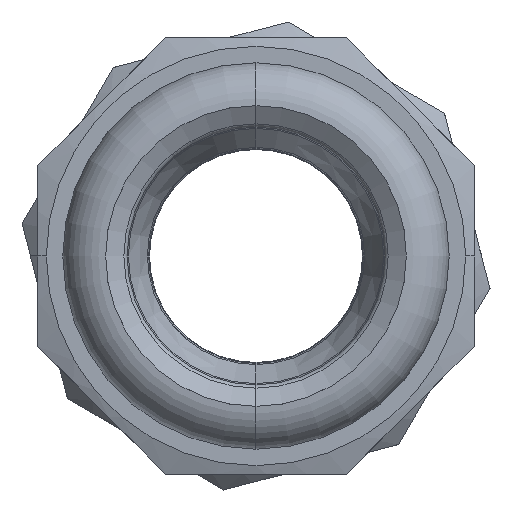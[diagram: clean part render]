
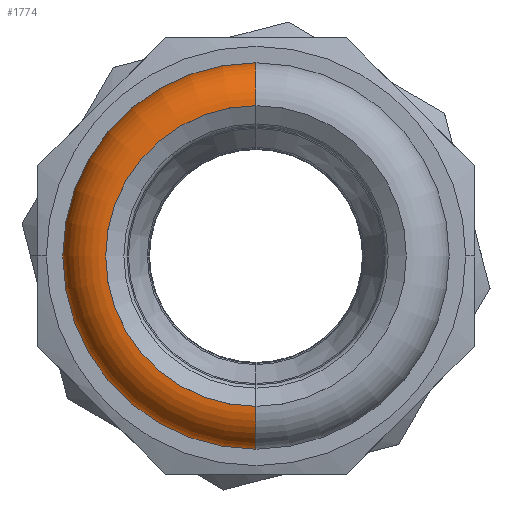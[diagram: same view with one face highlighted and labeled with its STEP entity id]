
A CAD part, left-side view. The second image highlights one B-rep face of the part: STEP entity #1774.
In plain terms, the highlighted toroidal (fillet/blend) face has major radius 10.5 mm and minor radius 3 mm.
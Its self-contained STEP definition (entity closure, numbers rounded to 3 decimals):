
#109 = CIRCLE ( 'NONE', #2126, 3. ) ;
#130 = ORIENTED_EDGE ( 'NONE', *, *, #3249, .F. ) ;
#161 = AXIS2_PLACEMENT_3D ( 'NONE', #437, #2114, #412 ) ;
#412 = DIRECTION ( 'NONE',  ( 0., 0., 1. ) ) ;
#420 = CIRCLE ( 'NONE', #2424, 12.111 ) ;
#437 = CARTESIAN_POINT ( 'NONE',  ( -38.5, 0., 0. ) ) ;
#585 = EDGE_LOOP ( 'NONE', ( #1191, #2063, #130, #1442 ) ) ;
#620 = VERTEX_POINT ( 'NONE', #2354 ) ;
#626 = CIRCLE ( 'NONE', #1374, 3. ) ;
#772 = DIRECTION ( 'NONE',  ( 0., 1., 0. ) ) ;
#790 = CARTESIAN_POINT ( 'NONE',  ( -32.969, 0., 12.111 ) ) ;
#839 = CARTESIAN_POINT ( 'NONE',  ( -32.969, 0., 0. ) ) ;
#977 = AXIS2_PLACEMENT_3D ( 'NONE', #2060, #1439, #3419 ) ;
#1191 = ORIENTED_EDGE ( 'NONE', *, *, #3416, .T. ) ;
#1337 = DIRECTION ( 'NONE',  ( 0., -1., 0. ) ) ;
#1374 = AXIS2_PLACEMENT_3D ( 'NONE', #2413, #772, #1846 ) ;
#1412 = DIRECTION ( 'NONE',  ( -1., 0., 0. ) ) ;
#1434 = DIRECTION ( 'NONE',  ( 0., 0., 1. ) ) ;
#1439 = DIRECTION ( 'NONE',  ( -1., 0., 0. ) ) ;
#1442 = ORIENTED_EDGE ( 'NONE', *, *, #2823, .F. ) ;
#1538 = EDGE_CURVE ( 'NONE', #620, #1838, #626, .T. ) ;
#1622 = CARTESIAN_POINT ( 'NONE',  ( -35.5, 0., 10.5 ) ) ;
#1689 = CARTESIAN_POINT ( 'NONE',  ( -38.5, 0., 10.5 ) ) ;
#1714 = CIRCLE ( 'NONE', #161, 10.5 ) ;
#1774 = ADVANCED_FACE ( 'NONE', ( #2076 ), #1864, .T. ) ;
#1838 = VERTEX_POINT ( 'NONE', #2655 ) ;
#1846 = DIRECTION ( 'NONE',  ( 0., 0., 1. ) ) ;
#1864 = TOROIDAL_SURFACE ( 'NONE', #977, 10.5, 3. ) ;
#2060 = CARTESIAN_POINT ( 'NONE',  ( -35.5, 0., 0. ) ) ;
#2063 = ORIENTED_EDGE ( 'NONE', *, *, #1538, .T. ) ;
#2076 = FACE_OUTER_BOUND ( 'NONE', #585, .T. ) ;
#2114 = DIRECTION ( 'NONE',  ( -1., 0., 0. ) ) ;
#2126 = AXIS2_PLACEMENT_3D ( 'NONE', #1622, #1337, #2831 ) ;
#2354 = CARTESIAN_POINT ( 'NONE',  ( -32.969, 0., -12.111 ) ) ;
#2412 = VERTEX_POINT ( 'NONE', #1689 ) ;
#2413 = CARTESIAN_POINT ( 'NONE',  ( -35.5, 0., -10.5 ) ) ;
#2424 = AXIS2_PLACEMENT_3D ( 'NONE', #839, #1412, #1434 ) ;
#2443 = VERTEX_POINT ( 'NONE', #790 ) ;
#2655 = CARTESIAN_POINT ( 'NONE',  ( -38.5, 0., -10.5 ) ) ;
#2823 = EDGE_CURVE ( 'NONE', #2443, #2412, #109, .T. ) ;
#2831 = DIRECTION ( 'NONE',  ( 0., 0., -1. ) ) ;
#3249 = EDGE_CURVE ( 'NONE', #2412, #1838, #1714, .T. ) ;
#3416 = EDGE_CURVE ( 'NONE', #2443, #620, #420, .T. ) ;
#3419 = DIRECTION ( 'NONE',  ( 0., 0., 1. ) ) ;
